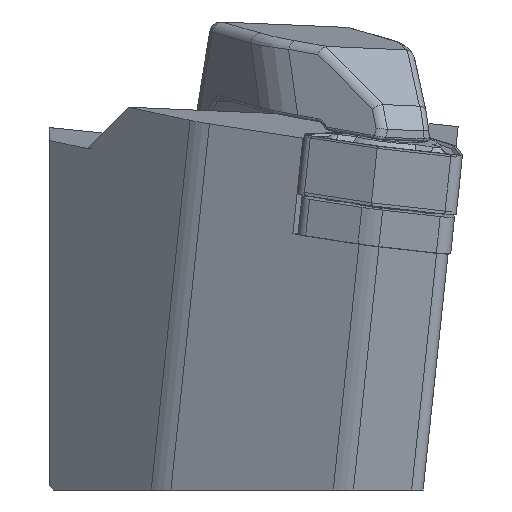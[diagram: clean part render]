
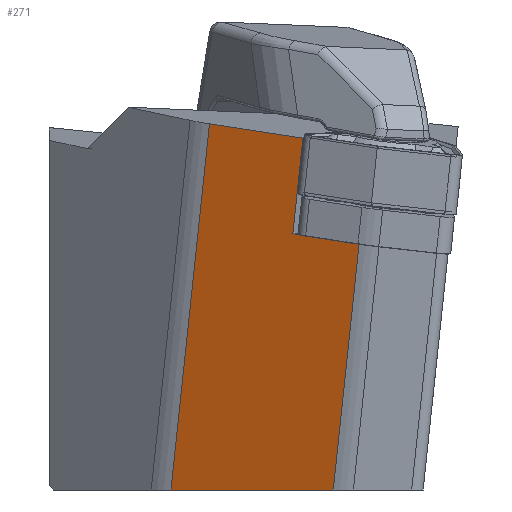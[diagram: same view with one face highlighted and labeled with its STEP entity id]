
A CAD part, left-side view. The second image highlights one B-rep face of the part: STEP entity #271.
In plain terms, the highlighted planar face has unit normal (-0.906, 0.42, -0.051).
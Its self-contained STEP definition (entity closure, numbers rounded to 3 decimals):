
#271=ADVANCED_FACE('',(#574),#473,.F.);
#473=PLANE('',#3532);
#574=FACE_OUTER_BOUND('',#759,.T.);
#759=EDGE_LOOP('',(#1636,#1637,#1638,#1639,#1640,#1641,#1642));
#968=LINE('',#4904,#1269);
#990=LINE('',#4954,#1291);
#993=LINE('',#4965,#1294);
#1012=LINE('',#5002,#1313);
#1013=LINE('',#5004,#1314);
#1014=LINE('',#5006,#1315);
#1015=LINE('',#5008,#1316);
#1269=VECTOR('',#3880,1.);
#1291=VECTOR('',#3920,1.);
#1294=VECTOR('',#3929,1.);
#1313=VECTOR('',#3956,1.);
#1314=VECTOR('',#3957,1.);
#1315=VECTOR('',#3958,1.);
#1316=VECTOR('',#3959,1.);
#1636=ORIENTED_EDGE('',*,*,#2943,.T.);
#1637=ORIENTED_EDGE('',*,*,#2894,.T.);
#1638=ORIENTED_EDGE('',*,*,#2919,.T.);
#1639=ORIENTED_EDGE('',*,*,#2924,.F.);
#1640=ORIENTED_EDGE('',*,*,#2944,.T.);
#1641=ORIENTED_EDGE('',*,*,#2945,.F.);
#1642=ORIENTED_EDGE('',*,*,#2946,.F.);
#2574=VERTEX_POINT('',#4901);
#2575=VERTEX_POINT('',#4903);
#2594=VERTEX_POINT('',#4953);
#2599=VERTEX_POINT('',#4964);
#2614=VERTEX_POINT('',#5003);
#2615=VERTEX_POINT('',#5005);
#2616=VERTEX_POINT('',#5007);
#2894=EDGE_CURVE('',#2574,#2575,#968,.T.);
#2919=EDGE_CURVE('',#2575,#2594,#990,.T.);
#2924=EDGE_CURVE('',#2599,#2594,#993,.T.);
#2943=EDGE_CURVE('',#2614,#2574,#1012,.T.);
#2944=EDGE_CURVE('',#2599,#2615,#1013,.T.);
#2945=EDGE_CURVE('',#2616,#2615,#1014,.T.);
#2946=EDGE_CURVE('',#2614,#2616,#1015,.T.);
#3532=AXIS2_PLACEMENT_3D('',#5009,#3960,#3961);
#3880=DIRECTION('',(0.41,0.901,0.138));
#3920=DIRECTION('',(-0.105,-0.104,0.989));
#3929=DIRECTION('',(-0.41,-0.901,-0.138));
#3956=DIRECTION('',(0.41,0.901,0.138));
#3957=DIRECTION('',(0.105,0.104,-0.989));
#3958=DIRECTION('',(0.421,0.907,0.));
#3959=DIRECTION('',(0.105,0.104,-0.989));
#3960=DIRECTION('',(0.906,-0.42,0.052));
#3961=DIRECTION('',(0.421,0.907,0.));
#4901=CARTESIAN_POINT('',(4.111,-18.719,-5.898));
#4903=CARTESIAN_POINT('',(4.339,-18.217,-5.821));
#4904=CARTESIAN_POINT('',(2.079,-23.18,-6.582));
#4953=CARTESIAN_POINT('',(3.582,-18.97,1.34));
#4954=CARTESIAN_POINT('',(3.294,-19.257,4.07));
#4964=CARTESIAN_POINT('',(6.767,-11.976,2.411));
#4965=CARTESIAN_POINT('',(1.322,-23.933,0.579));
#5002=CARTESIAN_POINT('',(2.079,-23.18,-6.582));
#5003=CARTESIAN_POINT('',(2.079,-23.18,-6.582));
#5004=CARTESIAN_POINT('',(10.369,-8.394,-31.672));
#5005=CARTESIAN_POINT('',(9.664,-9.095,-25.));
#5006=CARTESIAN_POINT('',(4.526,-20.166,-25.));
#5007=CARTESIAN_POINT('',(4.025,-21.244,-25.));
#5008=CARTESIAN_POINT('',(4.924,-20.351,-33.504));
#5009=CARTESIAN_POINT('',(4.924,-20.351,-33.504));
